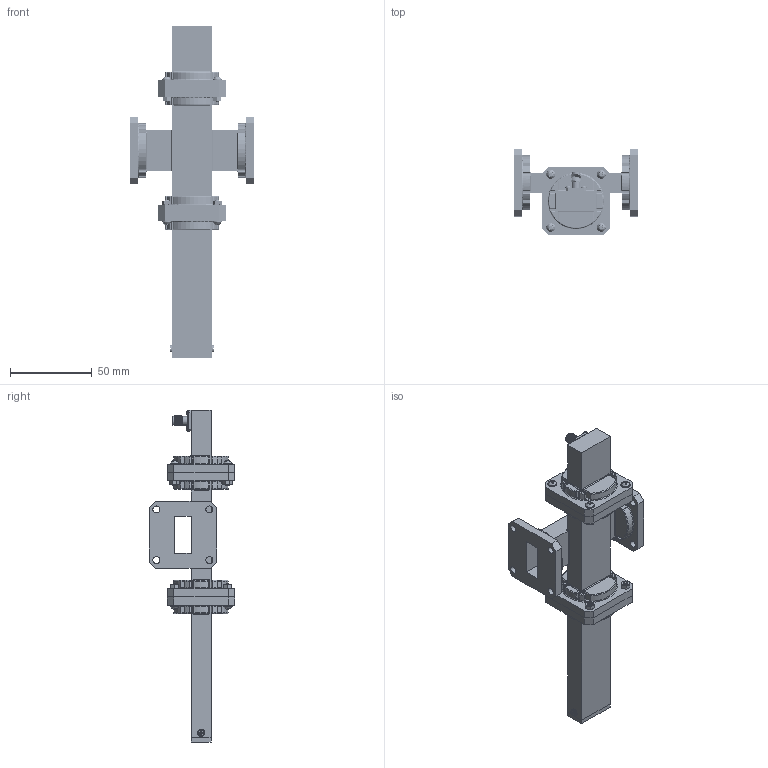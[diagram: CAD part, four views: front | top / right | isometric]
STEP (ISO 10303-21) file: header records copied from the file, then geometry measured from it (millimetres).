
FILE_DESCRIPTION (( 'STEP AP203' ), '1' );
FILE_NAME ('PEWCT1069_3D.step', '2021-03-24T14:32:36', ( '' ), ( '' ), 'SwSTEP 2.0', 'SolidWorks 2020', '' );
FILE_SCHEMA (( 'CONFIG_CONTROL_DESIGN' ));
Length unit declared in the file: inch
Products named in the file (9):  M3 ROUND HD SCREW^PEWCT1020; PEWTR1006^PEWCT1020; Nut^PEWCT1020; Nut^PEWCT1069; PEWCP1055^PEWCT1020; M3 ROUND HD SCREW^PEWCT1069; PEWCT1020; PEWCT1069_3D; PEWCA1006^PEWCT1069
Assembly tree (20 placements, depth 3):
  PEWCT1069_3D
    PEWCT1020
      PEWCP1055^PEWCT1020
       M3 ROUND HD SCREW^PEWCT1020  x4
      Nut^PEWCT1020  x4
      PEWTR1006^PEWCT1020
    PEWCA1006^PEWCT1069
    M3 ROUND HD SCREW^PEWCT1069  x4
    Nut^PEWCT1069  x4
Bounding box: 76.2 x 52.45 x 203.46 mm (x, y, z)
Volume: 77996.6 mm3; surface area: 65168.6 mm2
Topology: 25 solids, 25 shells, 1810 faces, 4538 edges, 2722 vertices
Faces by surface type: plane 629, cylinder 606, cone 261, sphere 120, torus 119, bspline 75
Full cylindrical faces by diameter (mm): 1.016 x5, 1.27 x2, 2.594 x32, 3 x32, 3.658 x4, 3.83 x4, 4.293 x20, 4.394 x2, 4.521 x1, 5.334 x2, 5.359 x8, 5.613 x8
Entity records: 54778 total; most frequent: CARTESIAN_POINT 23622, DIRECTION 6302, ORIENTED_EDGE 6102, EDGE_CURVE 3051, AXIS2_PLACEMENT_3D 2467, VERTEX_POINT 1881, EDGE_LOOP 1518, FACE_OUTER_BOUND 1403
